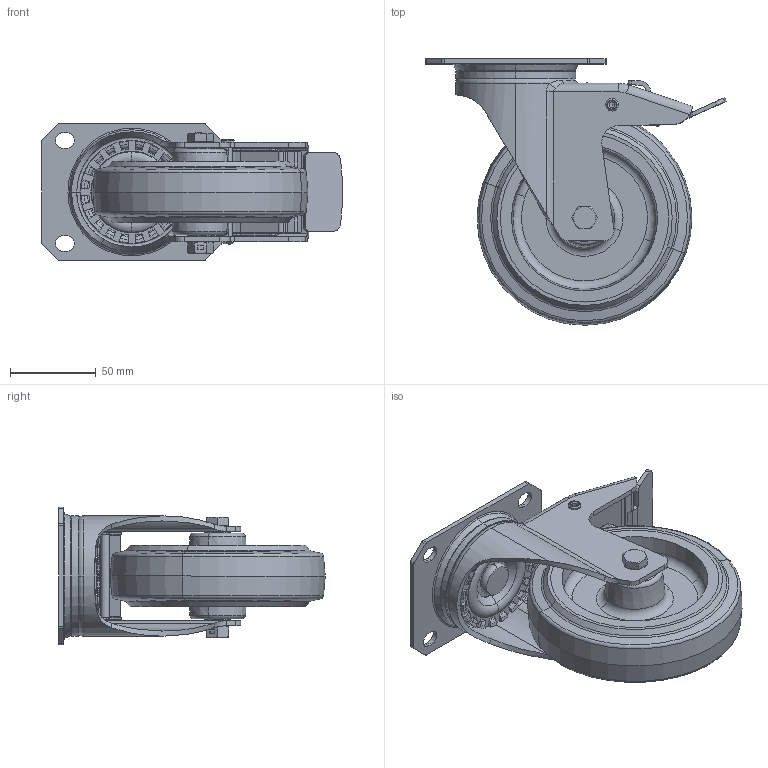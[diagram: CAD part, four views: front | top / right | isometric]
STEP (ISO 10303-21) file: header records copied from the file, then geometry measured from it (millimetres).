
FILE_DESCRIPTION (( 'STEP AP214' ), '1' );
FILE_NAME ('0055660.step', '2023-08-10T12:39:39', ( '' ), ( '' ), 'SwSTEP 2.0', 'SolidWorks 2020', '' );
FILE_SCHEMA (( 'AUTOMOTIVE_DESIGN' ));
Length unit declared in the file: millimetre
Products named in the file (1): 0055660
Bounding box: 175.08 x 155 x 80 mm (x, y, z)
Surface area: 143336.1 mm2 (no closed solid volume)
Topology: 0 solids, 18 shells, 600 faces, 1766 edges, 1163 vertices
Faces by surface type: plane 184, cylinder 164, torus 114, cone 100, bspline 22, sphere 16
Entity records: 29561 total; most frequent: CARTESIAN_POINT 7458, DIRECTION 3233, ORIENTED_EDGE 3047, EDGE_CURVE 1766, AXIS2_PLACEMENT_3D 1289, VERTEX_POINT 1163, CIRCLE 710, LINE 655
